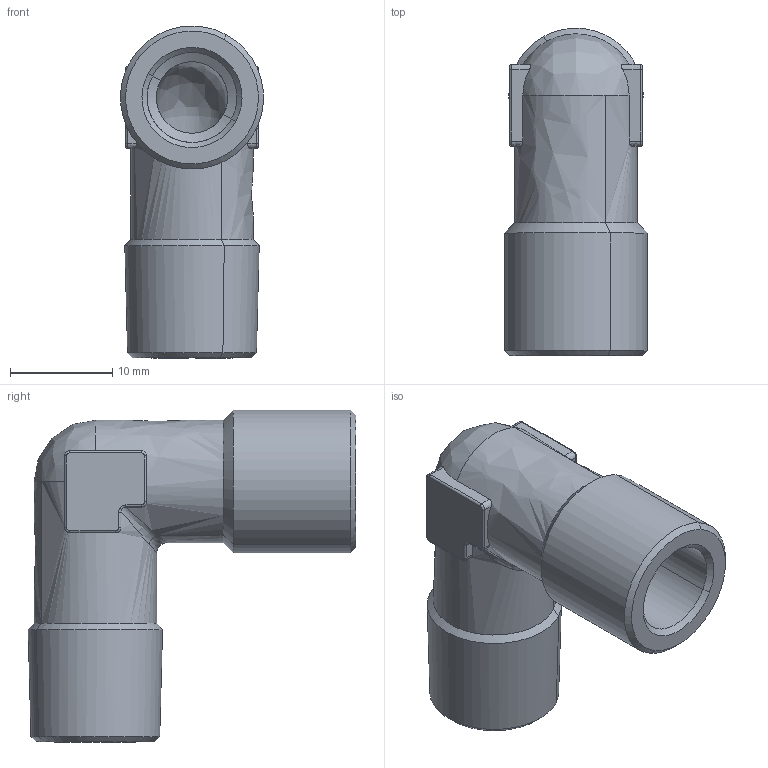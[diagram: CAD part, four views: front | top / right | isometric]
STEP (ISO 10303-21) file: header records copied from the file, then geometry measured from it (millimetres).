
FILE_DESCRIPTION(( 'RA.22.14.18.stp' ), '1');
FILE_NAME( 'RA.22.14.18.stp', '2018-11-09T15:46:43',( 'Sopra'),('sopra-pneumatic.com'), 'SwSTEP 2.0','SolidWorks 2009','' );
FILE_SCHEMA (('CONFIG_CONTROL_DESIGN'));
Length unit declared in the file: millimetre
Products named in the file (1): Document
Bounding box: 14 x 32.08 x 32.5 mm (x, y, z)
Surface area: 3371 mm2 (no closed solid volume)
Topology: 0 solids, 86 shells, 86 faces, 410 edges, 409 vertices
Faces by surface type: bspline 70, plane 16
Entity records: 6078 total; most frequent: CARTESIAN_POINT 4049, ORIENTED_EDGE 410, EDGE_CURVE 410, VERTEX_POINT 410, B_SPLINE_CURVE_WITH_KNOTS 224, EDGE_LOOP 88, SHELL_BASED_SURFACE_MODEL 86, OPEN_SHELL 86
